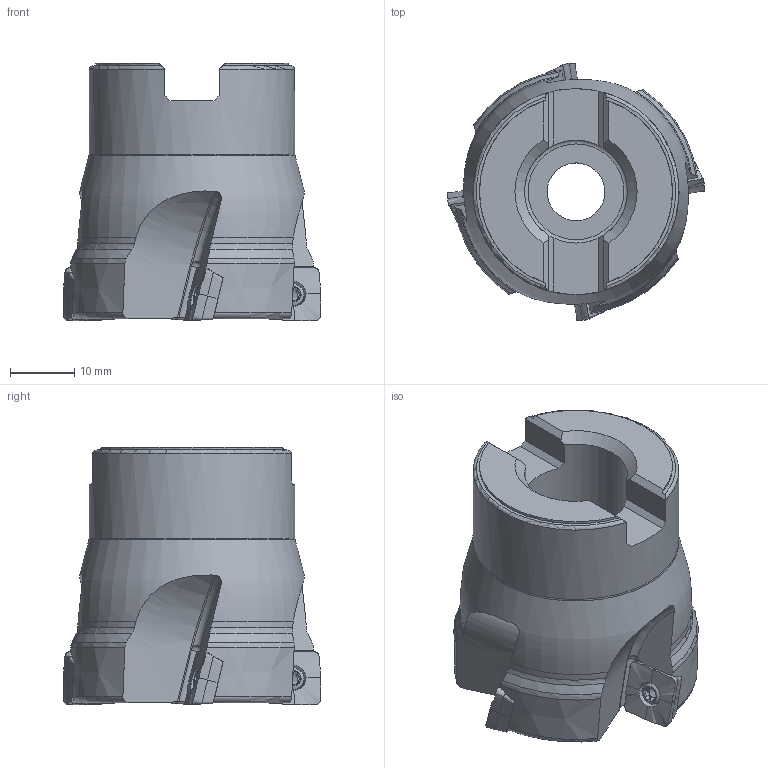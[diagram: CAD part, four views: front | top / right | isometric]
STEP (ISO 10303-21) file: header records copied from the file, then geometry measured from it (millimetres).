
FILE_DESCRIPTION(/* description */ (''),/* implementation_level */ '2;1');
FILE_NAME(/* name */ 'toolassembly_1.stp',/* time_stamp */ '2018-06-25T12:31:26+02:00',/* author */ (''),/* organization */ ('SMS'),/* preprocessor_version */ 'ST-DEVELOPER v15',/* originating_system */ 'SIEMENS PLM Software NX 8.5',/* authorisation */ '');
FILE_SCHEMA (('AUTOMOTIVE_DESIGN { 1 0 10303 214 3 1 1 1 }'));
Length unit declared in the file: millimetre
Products named in the file (4): ASSEMBLY_CONSTRUCTION; CUT_20180625123058; NOCUT_20180625123054; TOOLASSEMBLY_1
Assembly tree (6 placements, depth 2):
  TOOLASSEMBLY_1
    NOCUT_20180625123054
    CUT_20180625123058  x4
    ASSEMBLY_CONSTRUCTION
Bounding box: 40 x 40 x 40 mm (x, y, z)
Volume: 26516.9 mm3; surface area: 9091.6 mm2
Topology: 5 solids, 5 shells, 379 faces, 1065 edges, 708 vertices
Faces by surface type: plane 145, bspline 56, cone 49, extrusion 48, torus 41, cylinder 31, sphere 8, revolution 1
Full cylindrical faces by diameter (mm): 2.5 x4, 2.8 x4, 3.45 x4, 9 x1, 13.5 x1, 16.009 x1, 16.5 x1, 32 x1
Entity records: 22756 total; most frequent: CARTESIAN_POINT 15159, ORIENTED_EDGE 1584, DIRECTION 1441, EDGE_CURVE 792, AXIS2_PLACEMENT_3D 596, VERTEX_POINT 532, EDGE_LOOP 368, ADVANCED_FACE 316
